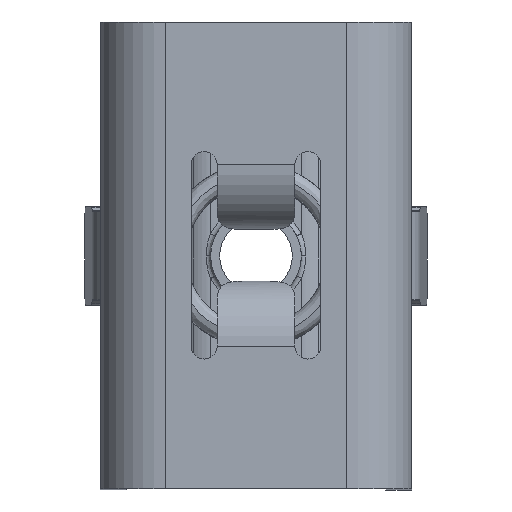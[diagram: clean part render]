
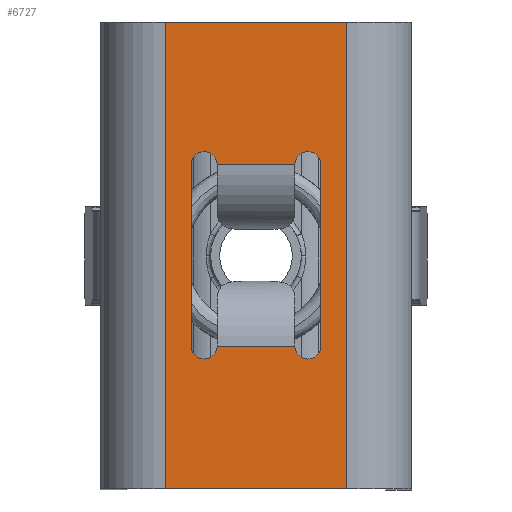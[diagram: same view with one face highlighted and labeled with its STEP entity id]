
A CAD part, top view. The second image highlights one B-rep face of the part: STEP entity #6727.
In plain terms, the highlighted planar face has unit normal (0, 0, 1).
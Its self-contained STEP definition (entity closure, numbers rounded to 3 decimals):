
#6549=AXIS2_PLACEMENT_3D('Circle Axis2P3D',#6547,#6548,$) ;
#6566=AXIS2_PLACEMENT_3D('Circle Axis2P3D',#6564,#6565,$) ;
#6660=AXIS2_PLACEMENT_3D('Circle Axis2P3D',#6658,#6659,$) ;
#6677=AXIS2_PLACEMENT_3D('Circle Axis2P3D',#6675,#6676,$) ;
#6704=AXIS2_PLACEMENT_3D('Plane Axis2P3D',#6701,#6702,#6703) ;
#5957=CARTESIAN_POINT('Vertex',(10.1,0.,32.)) ;
#6012=CARTESIAN_POINT('Vertex',(10.1,18.,32.)) ;
#6038=CARTESIAN_POINT('Vertex',(3.1,0.,32.)) ;
#6057=CARTESIAN_POINT('Vertex',(3.1,18.,32.)) ;
#6175=CARTESIAN_POINT('Vertex',(5.1,12.5,32.)) ;
#6201=CARTESIAN_POINT('Vertex',(8.1,12.5,32.)) ;
#6360=CARTESIAN_POINT('Line Origine',(10.1,9.,32.)) ;
#6387=CARTESIAN_POINT('Line Origine',(3.1,9.,32.)) ;
#6404=CARTESIAN_POINT('Line Origine',(6.6,12.5,32.)) ;
#6429=CARTESIAN_POINT('Vertex',(9.1,5.5,32.)) ;
#6432=CARTESIAN_POINT('Line Origine',(9.1,9.,32.)) ;
#6436=CARTESIAN_POINT('Vertex',(9.1,12.5,32.)) ;
#6469=CARTESIAN_POINT('Vertex',(4.1,12.5,32.)) ;
#6472=CARTESIAN_POINT('Line Origine',(4.1,9.,32.)) ;
#6476=CARTESIAN_POINT('Vertex',(4.1,5.5,32.)) ;
#6508=CARTESIAN_POINT('Line Origine',(6.6,0.,32.)) ;
#6547=CARTESIAN_POINT('Axis2P3D Location',(4.6,12.5,32.)) ;
#6564=CARTESIAN_POINT('Axis2P3D Location',(8.6,12.5,32.)) ;
#6586=CARTESIAN_POINT('Line Origine',(6.6,18.,32.)) ;
#6655=CARTESIAN_POINT('Vertex',(8.1,5.5,32.)) ;
#6658=CARTESIAN_POINT('Axis2P3D Location',(8.6,5.5,32.)) ;
#6675=CARTESIAN_POINT('Axis2P3D Location',(4.6,5.5,32.)) ;
#6679=CARTESIAN_POINT('Vertex',(5.1,5.5,32.)) ;
#6701=CARTESIAN_POINT('Axis2P3D Location',(6.6,9.,32.)) ;
#6712=CARTESIAN_POINT('Line Origine',(6.6,5.5,32.)) ;
#6361=DIRECTION('Vector Direction',(0.,1.,0.)) ;
#6388=DIRECTION('Vector Direction',(0.,-1.,0.)) ;
#6405=DIRECTION('Vector Direction',(-1.,0.,0.)) ;
#6433=DIRECTION('Vector Direction',(0.,-1.,0.)) ;
#6473=DIRECTION('Vector Direction',(0.,1.,0.)) ;
#6509=DIRECTION('Vector Direction',(-1.,0.,0.)) ;
#6548=DIRECTION('Axis2P3D Direction',(0.,0.,1.)) ;
#6565=DIRECTION('Axis2P3D Direction',(0.,0.,1.)) ;
#6587=DIRECTION('Vector Direction',(1.,0.,0.)) ;
#6659=DIRECTION('Axis2P3D Direction',(0.,0.,1.)) ;
#6676=DIRECTION('Axis2P3D Direction',(0.,0.,1.)) ;
#6702=DIRECTION('Axis2P3D Direction',(0.,0.,1.)) ;
#6703=DIRECTION('Axis2P3D XDirection',(0.,-1.,0.)) ;
#6713=DIRECTION('Vector Direction',(-1.,0.,0.)) ;
#6362=VECTOR('Line Direction',#6361,1.) ;
#6389=VECTOR('Line Direction',#6388,1.) ;
#6406=VECTOR('Line Direction',#6405,1.) ;
#6434=VECTOR('Line Direction',#6433,1.) ;
#6474=VECTOR('Line Direction',#6473,1.) ;
#6510=VECTOR('Line Direction',#6509,1.) ;
#6588=VECTOR('Line Direction',#6587,1.) ;
#6714=VECTOR('Line Direction',#6713,1.) ;
#6707=ORIENTED_EDGE('',*,*,#6512,.F.) ;
#6708=ORIENTED_EDGE('',*,*,#6364,.T.) ;
#6709=ORIENTED_EDGE('',*,*,#6590,.F.) ;
#6710=ORIENTED_EDGE('',*,*,#6391,.F.) ;
#6718=ORIENTED_EDGE('',*,*,#6681,.T.) ;
#6719=ORIENTED_EDGE('',*,*,#6478,.T.) ;
#6720=ORIENTED_EDGE('',*,*,#6551,.F.) ;
#6721=ORIENTED_EDGE('',*,*,#6408,.T.) ;
#6722=ORIENTED_EDGE('',*,*,#6568,.T.) ;
#6723=ORIENTED_EDGE('',*,*,#6438,.T.) ;
#6724=ORIENTED_EDGE('',*,*,#6662,.T.) ;
#6725=ORIENTED_EDGE('',*,*,#6716,.T.) ;
#6726=FACE_BOUND('',#6717,.T.) ;
#6727=ADVANCED_FACE('FEHA KLBUE CO1.1\\Koerper.2',(#6711,#6726),#6705,.T.) ;
#6550=CIRCLE('generated circle',#6549,0.5) ;
#6567=CIRCLE('generated circle',#6566,0.5) ;
#6661=CIRCLE('generated circle',#6660,0.5) ;
#6678=CIRCLE('generated circle',#6677,0.5) ;
#6364=EDGE_CURVE('',#5958,#6013,#6363,.T.) ;
#6391=EDGE_CURVE('',#6039,#6058,#6390,.F.) ;
#6408=EDGE_CURVE('',#6176,#6202,#6407,.F.) ;
#6438=EDGE_CURVE('',#6437,#6430,#6435,.T.) ;
#6478=EDGE_CURVE('',#6477,#6470,#6475,.T.) ;
#6512=EDGE_CURVE('',#5958,#6039,#6511,.T.) ;
#6551=EDGE_CURVE('',#6176,#6470,#6550,.T.) ;
#6568=EDGE_CURVE('',#6202,#6437,#6567,.F.) ;
#6590=EDGE_CURVE('',#6058,#6013,#6589,.T.) ;
#6662=EDGE_CURVE('',#6430,#6656,#6661,.F.) ;
#6681=EDGE_CURVE('',#6680,#6477,#6678,.F.) ;
#6716=EDGE_CURVE('',#6656,#6680,#6715,.T.) ;
#6706=EDGE_LOOP('',(#6707,#6708,#6709,#6710)) ;
#6717=EDGE_LOOP('',(#6718,#6719,#6720,#6721,#6722,#6723,#6724,#6725)) ;
#6711=FACE_OUTER_BOUND('',#6706,.T.) ;
#6363=LINE('Line',#6360,#6362) ;
#6390=LINE('Line',#6387,#6389) ;
#6407=LINE('Line',#6404,#6406) ;
#6435=LINE('Line',#6432,#6434) ;
#6475=LINE('Line',#6472,#6474) ;
#6511=LINE('Line',#6508,#6510) ;
#6589=LINE('Line',#6586,#6588) ;
#6715=LINE('Line',#6712,#6714) ;
#6705=PLANE('',#6704) ;
#5958=VERTEX_POINT('',#5957) ;
#6013=VERTEX_POINT('',#6012) ;
#6039=VERTEX_POINT('',#6038) ;
#6058=VERTEX_POINT('',#6057) ;
#6176=VERTEX_POINT('',#6175) ;
#6202=VERTEX_POINT('',#6201) ;
#6430=VERTEX_POINT('',#6429) ;
#6437=VERTEX_POINT('',#6436) ;
#6470=VERTEX_POINT('',#6469) ;
#6477=VERTEX_POINT('',#6476) ;
#6656=VERTEX_POINT('',#6655) ;
#6680=VERTEX_POINT('',#6679) ;
